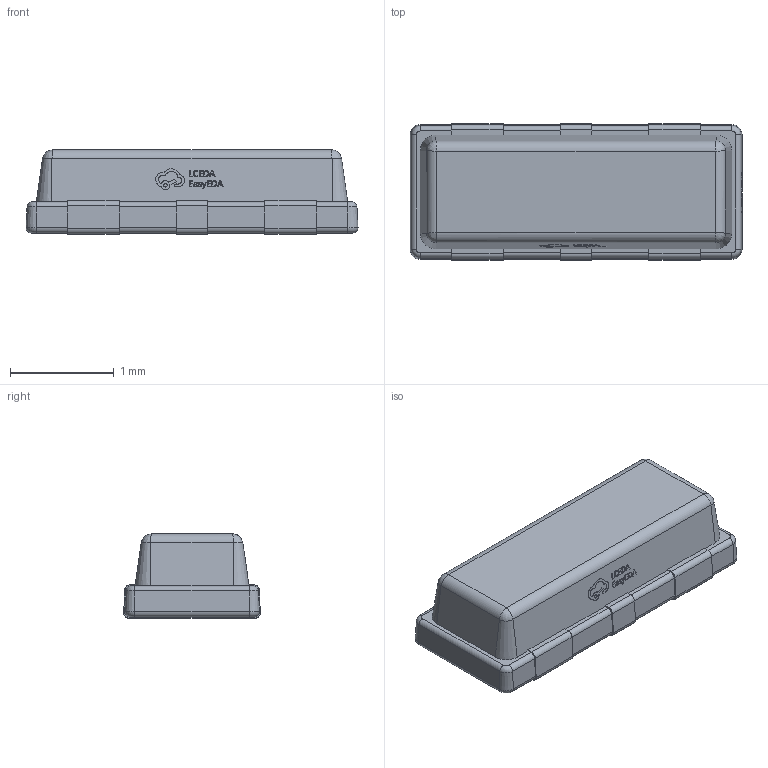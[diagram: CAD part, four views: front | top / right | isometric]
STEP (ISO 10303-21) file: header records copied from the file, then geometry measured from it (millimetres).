
FILE_DESCRIPTION (( 'STEP AP214' ), '1' );
FILE_NAME ('OSC-SMD_3P-L3.2-W1.3-H0.8-P0.95.step', '2022-07-07T03:14:19', ( '' ), ( '' ), 'SwSTEP 2.0', 'SolidWorks 2020', '' );
FILE_SCHEMA (( 'AUTOMOTIVE_DESIGN' ));
Length unit declared in the file: millimetre
Products named in the file (1): OSC-SMD_3P-L3.2-W1.3-H0.8-P0.95
Bounding box: 3.19 x 1.32 x 0.81 mm (x, y, z)
Volume: 2.7 mm3; surface area: 13.8 mm2
Topology: 1 solids, 1 shells, 385 faces, 1047 edges, 686 vertices
Faces by surface type: plane 217, bspline 116, cylinder 36, cone 8, torus 8
Entity records: 17698 total; most frequent: CARTESIAN_POINT 4475, ORIENTED_EDGE 2086, DIRECTION 1427, EDGE_CURVE 1043, LINE 719, VECTOR 719, VERTEX_POINT 686, EDGE_LOOP 411
